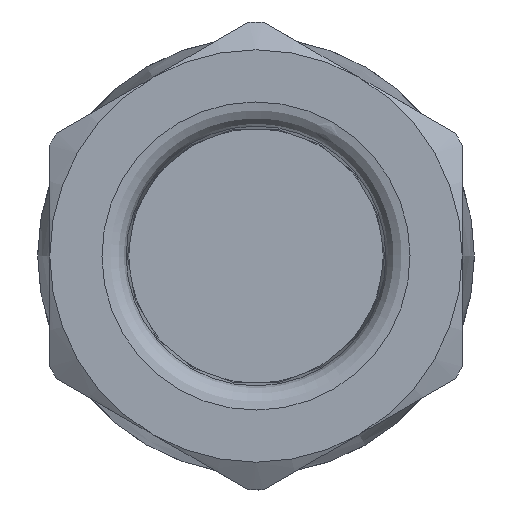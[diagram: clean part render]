
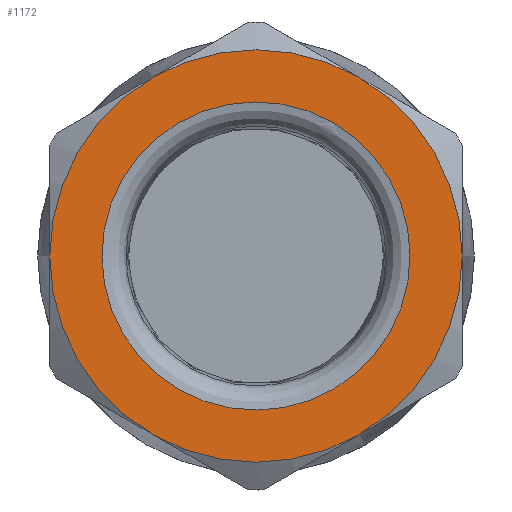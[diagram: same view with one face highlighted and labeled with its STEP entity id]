
A CAD part, left-side view. The second image highlights one B-rep face of the part: STEP entity #1172.
In plain terms, the highlighted planar face has unit normal (-1, 0, 0).
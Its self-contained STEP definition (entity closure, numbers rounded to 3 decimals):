
#840=B_SPLINE_CURVE_WITH_KNOTS('',3,(#4654,#4655,#4656,#4657),
 .UNSPECIFIED.,.F.,.F.,(4,4),(0.,1.),.UNSPECIFIED.);
#845=B_SPLINE_CURVE_WITH_KNOTS('',3,(#4719,#4720,#4721,#4722),
 .UNSPECIFIED.,.F.,.F.,(4,4),(0.,1.),.UNSPECIFIED.);
#850=B_SPLINE_CURVE_WITH_KNOTS('',3,(#4760,#4761,#4762,#4763),
 .UNSPECIFIED.,.F.,.F.,(4,4),(0.,1.),.UNSPECIFIED.);
#856=B_SPLINE_CURVE_WITH_KNOTS('',3,(#4830,#4831,#4832,#4833),
 .UNSPECIFIED.,.F.,.F.,(4,4),(0.,1.),.UNSPECIFIED.);
#858=B_SPLINE_CURVE_WITH_KNOTS('',3,(#4861,#4862,#4863,#4864),
 .UNSPECIFIED.,.F.,.F.,(4,4),(0.,1.),.UNSPECIFIED.);
#860=B_SPLINE_CURVE_WITH_KNOTS('',3,(#4890,#4891,#4892,#4893),
 .UNSPECIFIED.,.F.,.F.,(4,4),(0.,1.),.UNSPECIFIED.);
#1172=ADVANCED_FACE('',(#1352,#1353),#1252,.T.);
#1252=PLANE('',#2755);
#1352=FACE_BOUND('',#1463,.T.);
#1353=FACE_BOUND('',#1464,.T.);
#1463=EDGE_LOOP('',(#1788));
#1464=EDGE_LOOP('',(#1789,#1790,#1791,#1792,#1793,#1794,#1795,#1796,#1797,
#1798,#1799,#1800));
#1788=ORIENTED_EDGE('',*,*,#2368,.T.);
#1789=ORIENTED_EDGE('',*,*,#2419,.T.);
#1790=ORIENTED_EDGE('',*,*,#2417,.F.);
#1791=ORIENTED_EDGE('',*,*,#2371,.T.);
#1792=ORIENTED_EDGE('',*,*,#2385,.F.);
#1793=ORIENTED_EDGE('',*,*,#2386,.T.);
#1794=ORIENTED_EDGE('',*,*,#2395,.F.);
#1795=ORIENTED_EDGE('',*,*,#2420,.T.);
#1796=ORIENTED_EDGE('',*,*,#2421,.F.);
#1797=ORIENTED_EDGE('',*,*,#2422,.T.);
#1798=ORIENTED_EDGE('',*,*,#2401,.F.);
#1799=ORIENTED_EDGE('',*,*,#2403,.T.);
#1800=ORIENTED_EDGE('',*,*,#2412,.F.);
#2157=VERTEX_POINT('',#4537);
#2160=VERTEX_POINT('',#4579);
#2161=VERTEX_POINT('',#4580);
#2170=VERTEX_POINT('',#4653);
#2171=VERTEX_POINT('',#4660);
#2176=VERTEX_POINT('',#4718);
#2179=VERTEX_POINT('',#4759);
#2180=VERTEX_POINT('',#4764);
#2181=VERTEX_POINT('',#4771);
#2186=VERTEX_POINT('',#4829);
#2189=VERTEX_POINT('',#4865);
#2190=VERTEX_POINT('',#4889);
#2191=VERTEX_POINT('',#4894);
#2368=EDGE_CURVE('',#2157,#2157,#2593,.T.);
#2371=EDGE_CURVE('',#2160,#2161,#2596,.T.);
#2385=EDGE_CURVE('',#2170,#2161,#840,.T.);
#2386=EDGE_CURVE('',#2170,#2171,#2601,.T.);
#2395=EDGE_CURVE('',#2176,#2171,#845,.T.);
#2401=EDGE_CURVE('',#2179,#2180,#850,.T.);
#2403=EDGE_CURVE('',#2179,#2181,#2604,.T.);
#2412=EDGE_CURVE('',#2186,#2181,#856,.T.);
#2417=EDGE_CURVE('',#2160,#2189,#858,.T.);
#2419=EDGE_CURVE('',#2186,#2189,#2609,.T.);
#2420=EDGE_CURVE('',#2176,#2190,#2610,.T.);
#2421=EDGE_CURVE('',#2191,#2190,#860,.T.);
#2422=EDGE_CURVE('',#2191,#2180,#2611,.T.);
#2593=CIRCLE('',#2726,6.354);
#2596=CIRCLE('',#2730,8.502);
#2601=CIRCLE('',#2737,8.502);
#2604=CIRCLE('',#2743,8.502);
#2609=CIRCLE('',#2752,8.502);
#2610=CIRCLE('',#2753,8.502);
#2611=CIRCLE('',#2754,8.502);
#2726=AXIS2_PLACEMENT_3D('',#4536,#3040,#3041);
#2730=AXIS2_PLACEMENT_3D('',#4578,#3048,#3049);
#2737=AXIS2_PLACEMENT_3D('',#4659,#3065,#3066);
#2743=AXIS2_PLACEMENT_3D('',#4770,#3080,#3081);
#2752=AXIS2_PLACEMENT_3D('',#4871,#3101,#3102);
#2753=AXIS2_PLACEMENT_3D('',#4888,#3103,#3104);
#2754=AXIS2_PLACEMENT_3D('',#4895,#3105,#3106);
#2755=AXIS2_PLACEMENT_3D('',#4896,#3107,#3108);
#3040=DIRECTION('',(1.,0.,0.));
#3041=DIRECTION('',(0.,-0.496,0.868));
#3048=DIRECTION('',(-1.,0.,0.));
#3049=DIRECTION('',(0.,0.504,0.864));
#3065=DIRECTION('',(-1.,0.,0.));
#3066=DIRECTION('',(0.,1.,-0.005));
#3080=DIRECTION('',(-1.,0.,0.));
#3081=DIRECTION('',(0.,-1.,0.005));
#3101=DIRECTION('',(-1.,0.,0.));
#3102=DIRECTION('',(0.,-0.496,0.868));
#3103=DIRECTION('',(-1.,0.,0.));
#3104=DIRECTION('',(0.,0.496,-0.868));
#3105=DIRECTION('',(-1.,0.,0.));
#3106=DIRECTION('',(0.,-0.504,-0.864));
#3107=DIRECTION('',(-1.,0.,0.));
#3108=DIRECTION('',(0.,0.868,0.496));
#4536=CARTESIAN_POINT('',(-58.45,0.,0.));
#4537=CARTESIAN_POINT('',(-58.45,-3.15,5.518));
#4578=CARTESIAN_POINT('',(-58.45,0.,0.));
#4579=CARTESIAN_POINT('',(-58.45,4.287,7.342));
#4580=CARTESIAN_POINT('',(-58.45,8.502,0.041));
#4653=CARTESIAN_POINT('',(-58.45,8.502,-0.041));
#4654=CARTESIAN_POINT('',(-58.45,8.502,-0.041));
#4655=CARTESIAN_POINT('',(-58.45,8.502,-0.014));
#4656=CARTESIAN_POINT('',(-58.45,8.502,0.014));
#4657=CARTESIAN_POINT('',(-58.45,8.502,0.041));
#4659=CARTESIAN_POINT('',(-58.45,0.,0.));
#4660=CARTESIAN_POINT('',(-58.45,4.287,-7.342));
#4718=CARTESIAN_POINT('',(-58.45,4.215,-7.384));
#4719=CARTESIAN_POINT('',(-58.45,4.215,-7.384));
#4720=CARTESIAN_POINT('',(-58.45,4.239,-7.37));
#4721=CARTESIAN_POINT('',(-58.45,4.263,-7.356));
#4722=CARTESIAN_POINT('',(-58.45,4.287,-7.342));
#4759=CARTESIAN_POINT('',(-58.45,-8.502,0.041));
#4760=CARTESIAN_POINT('',(-58.45,-8.502,0.041));
#4761=CARTESIAN_POINT('',(-58.45,-8.502,0.014));
#4762=CARTESIAN_POINT('',(-58.45,-8.502,-0.014));
#4763=CARTESIAN_POINT('',(-58.45,-8.502,-0.041));
#4764=CARTESIAN_POINT('',(-58.45,-8.502,-0.041));
#4770=CARTESIAN_POINT('',(-58.45,0.,0.));
#4771=CARTESIAN_POINT('',(-58.45,-4.287,7.342));
#4829=CARTESIAN_POINT('',(-58.45,-4.215,7.384));
#4830=CARTESIAN_POINT('',(-58.45,-4.215,7.384));
#4831=CARTESIAN_POINT('',(-58.45,-4.239,7.37));
#4832=CARTESIAN_POINT('',(-58.45,-4.263,7.356));
#4833=CARTESIAN_POINT('',(-58.45,-4.287,7.342));
#4861=CARTESIAN_POINT('',(-58.45,4.287,7.342));
#4862=CARTESIAN_POINT('',(-58.45,4.263,7.356));
#4863=CARTESIAN_POINT('',(-58.45,4.239,7.37));
#4864=CARTESIAN_POINT('',(-58.45,4.215,7.384));
#4865=CARTESIAN_POINT('',(-58.45,4.215,7.384));
#4871=CARTESIAN_POINT('',(-58.45,0.,0.));
#4888=CARTESIAN_POINT('',(-58.45,0.,0.));
#4889=CARTESIAN_POINT('',(-58.45,-4.215,-7.384));
#4890=CARTESIAN_POINT('',(-58.45,-4.287,-7.342));
#4891=CARTESIAN_POINT('',(-58.45,-4.263,-7.356));
#4892=CARTESIAN_POINT('',(-58.45,-4.239,-7.37));
#4893=CARTESIAN_POINT('',(-58.45,-4.215,-7.384));
#4894=CARTESIAN_POINT('',(-58.45,-4.287,-7.342));
#4895=CARTESIAN_POINT('',(-58.45,0.,0.));
#4896=CARTESIAN_POINT('',(-58.45,-14.028,2.791));
